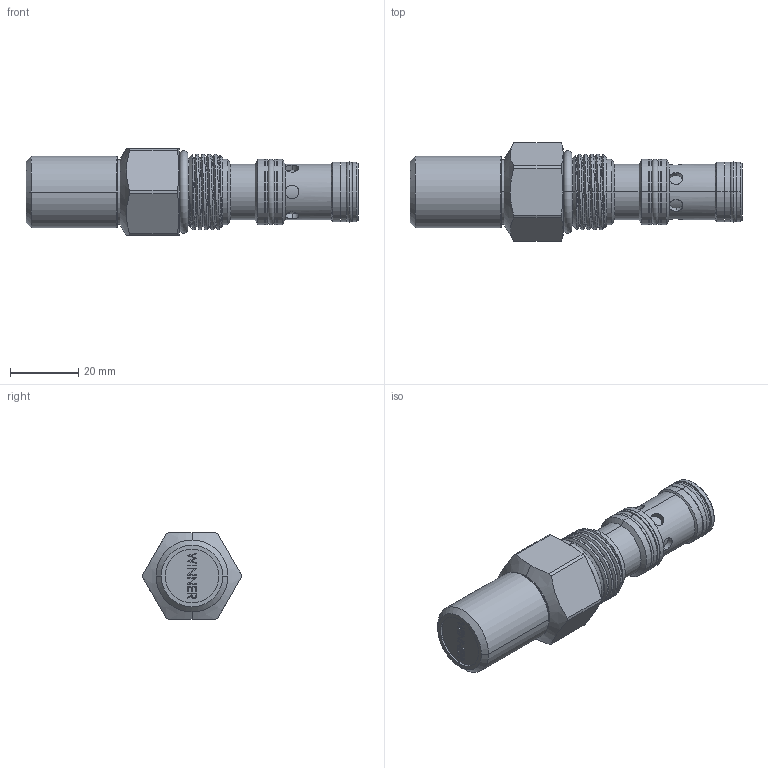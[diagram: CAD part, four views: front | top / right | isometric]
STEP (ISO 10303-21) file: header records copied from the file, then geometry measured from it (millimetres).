
FILE_DESCRIPTION (( 'STEP AP203' ), '1' );
FILE_NAME ('CB10WB3J-CA.STEP', '2023-03-10T07:05:38', ( '' ), ( '' ), 'SwSTEP 2.0', 'SolidWorks 2018', '' );
FILE_SCHEMA (( 'CONFIG_CONTROL_DESIGN' ));
Length unit declared in the file: millimetre
Products named in the file (1): CB10WB3J-CA
Bounding box: 97.1 x 28.8 x 25.4 mm (x, y, z)
Volume: 31905.1 mm3; surface area: 9784.7 mm2
Topology: 2 solids, 2 shells, 220 faces, 534 edges, 341 vertices
Faces by surface type: plane 92, cylinder 83, cone 27, torus 10, bspline 8
Entity records: 12536 total; most frequent: CARTESIAN_POINT 7399, ORIENTED_EDGE 1068, DIRECTION 1003, EDGE_CURVE 534, AXIS2_PLACEMENT_3D 358, VERTEX_POINT 341, LINE 287, VECTOR 287
